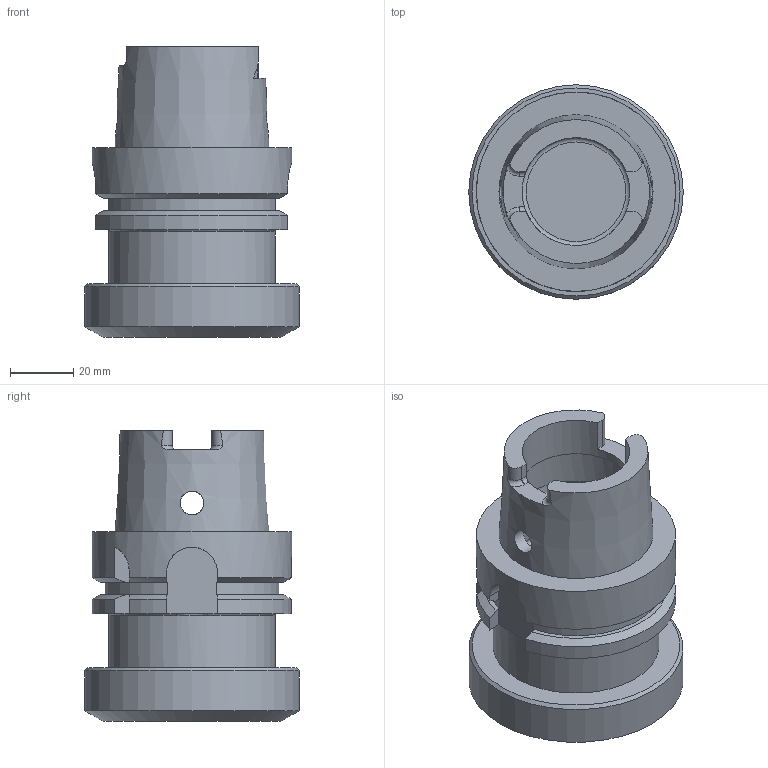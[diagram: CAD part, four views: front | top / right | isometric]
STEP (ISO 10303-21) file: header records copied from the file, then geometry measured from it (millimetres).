
FILE_DESCRIPTION(/* description */ (''),/* implementation_level */ '2;1');
FILE_NAME(/* name */ '1536583976601.stp',/* time_stamp */ '2018-09-10T14:53:02+02:00',/* author */ (''),/* organization */ ('SMS'),/* preprocessor_version */ 'ST-DEVELOPER v15',/* originating_system */ 'SIEMENS PLM Software NX 8.5',/* authorisation */ '');
FILE_SCHEMA (('AUTOMOTIVE_DESIGN { 1 0 10303 214 3 1 1 1 }'));
Length unit declared in the file: millimetre
Products named in the file (1): 201795681mod000_00
Bounding box: 67.7 x 67.7 x 91.9 mm (x, y, z)
Volume: 180660.2 mm3; surface area: 30151.7 mm2
Topology: 1 solids, 1 shells, 79 faces, 222 edges, 147 vertices
Faces by surface type: plane 36, cylinder 24, cone 10, torus 7, bspline 2
Full cylindrical faces by diameter (mm): 7.5 x2, 34.05 x2, 40.08 x1, 52.5 x1, 62.94 x1, 67.7 x1
Entity records: 2865 total; most frequent: CARTESIAN_POINT 910, DIRECTION 391, ORIENTED_EDGE 390, EDGE_CURVE 195, AXIS2_PLACEMENT_3D 150, VERTEX_POINT 133, EDGE_LOOP 98, LINE 91
